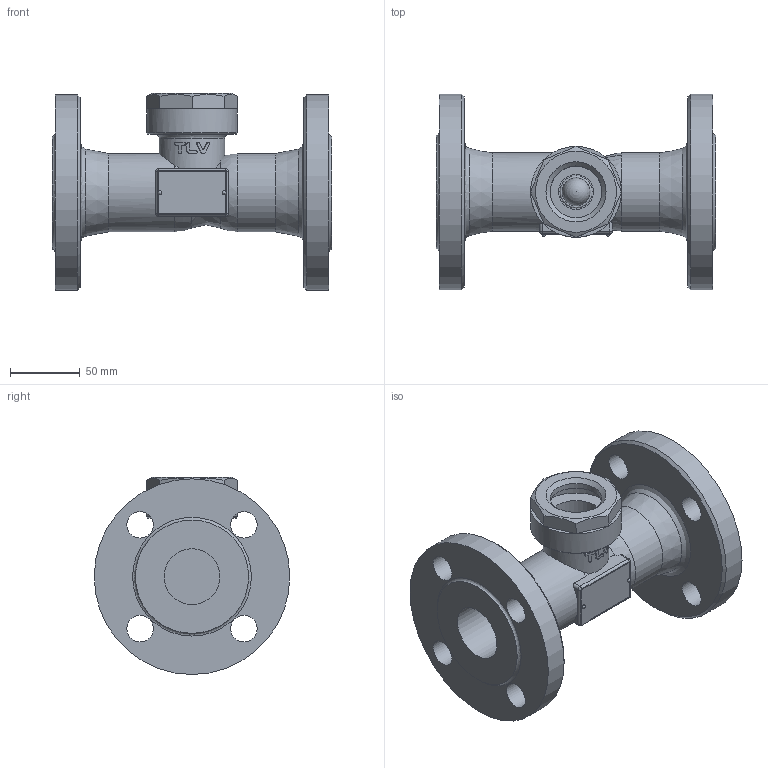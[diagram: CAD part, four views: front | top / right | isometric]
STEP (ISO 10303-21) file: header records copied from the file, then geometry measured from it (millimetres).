
FILE_DESCRIPTION((''),'2;1');
FILE_NAME('t8n00-040-jis16-00.stp','2010-06-16T11:17:46',('nakaot'),(''),'Autodesk Inventor 2008','Autodesk Inventor 2008','');
FILE_SCHEMA(('AUTOMOTIVE_DESIGN { 1 0 10303 214 1 1 1 1 }'));
Length unit declared in the file: millimetre
Products named in the file (1): t8n00-040-jis16-00
Bounding box: 200 x 140 x 141 mm (x, y, z)
Volume: 920516 mm3; surface area: 133673.7 mm2
Topology: 2 solids, 2 shells, 142 faces, 360 edges, 227 vertices
Faces by surface type: plane 46, bspline 41, cylinder 33, sphere 11, cone 10, torus 1
Full cylindrical faces by diameter (mm): 19 x4, 23 x1, 25 x1, 37 x2, 40 x1, 47 x1, 51 x1, 56 x3, 65 x1, 140 x1
Entity records: 10203 total; most frequent: CARTESIAN_POINT 7271, ORIENTED_EDGE 584, DIRECTION 523, EDGE_CURVE 292, EDGE_LOOP 216, AXIS2_PLACEMENT_3D 214, VERTEX_POINT 211, FACE_OUTER_BOUND 142
